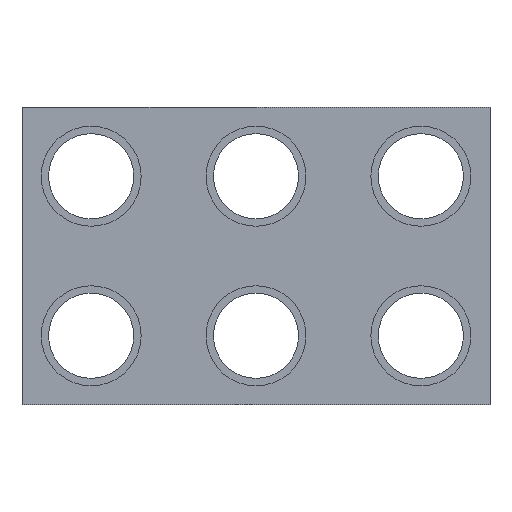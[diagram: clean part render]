
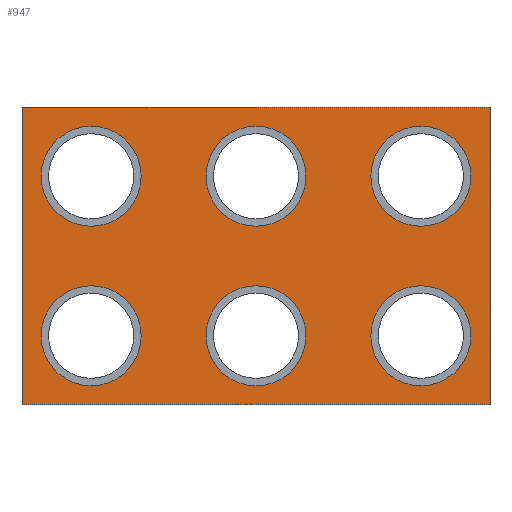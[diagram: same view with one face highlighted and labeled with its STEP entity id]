
A CAD part, front view. The second image highlights one B-rep face of the part: STEP entity #947.
In plain terms, the highlighted planar face has unit normal (0, -1, 0).
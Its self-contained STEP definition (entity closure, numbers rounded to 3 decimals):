
#7 = AXIS2_PLACEMENT_3D ( 'NONE', #249, #1347, #808 ) ;
#8 = VERTEX_POINT ( 'NONE', #862 ) ;
#9 = DIRECTION ( 'NONE',  ( 0., -1., 0. ) ) ;
#28 = VERTEX_POINT ( 'NONE', #526 ) ;
#46 = DIRECTION ( 'NONE',  ( 0., 1., 0. ) ) ;
#47 = CARTESIAN_POINT ( 'NONE',  ( -55., 0., 35. ) ) ;
#59 = FACE_OUTER_BOUND ( 'NONE', #969, .T. ) ;
#63 = DIRECTION ( 'NONE',  ( 0., 0., 1. ) ) ;
#64 = VECTOR ( 'NONE', #245, 1000. ) ;
#69 = ORIENTED_EDGE ( 'NONE', *, *, #108, .F. ) ;
#90 = VERTEX_POINT ( 'NONE', #764 ) ;
#105 = CARTESIAN_POINT ( 'NONE',  ( 55., 0., -35. ) ) ;
#108 = EDGE_CURVE ( 'NONE', #322, #90, #868, .T. ) ;
#112 = EDGE_LOOP ( 'NONE', ( #1006, #559 ) ) ;
#113 = ORIENTED_EDGE ( 'NONE', *, *, #798, .F. ) ;
#119 = CARTESIAN_POINT ( 'NONE',  ( 38.75, 0., 18.75 ) ) ;
#123 = CIRCLE ( 'NONE', #1316, 11.75 ) ;
#135 = DIRECTION ( 'NONE',  ( 0., 0., -1. ) ) ;
#138 = DIRECTION ( 'NONE',  ( 0., -1., 0. ) ) ;
#145 = CARTESIAN_POINT ( 'NONE',  ( 38.75, 0., -18.75 ) ) ;
#147 = VECTOR ( 'NONE', #1172, 1000. ) ;
#151 = VERTEX_POINT ( 'NONE', #419 ) ;
#155 = EDGE_LOOP ( 'NONE', ( #1323, #549 ) ) ;
#162 = CARTESIAN_POINT ( 'NONE',  ( 0., 0., 7. ) ) ;
#166 = VECTOR ( 'NONE', #1108, 1000. ) ;
#168 = FACE_BOUND ( 'NONE', #1423, .T. ) ;
#186 = EDGE_CURVE ( 'NONE', #507, #406, #415, .T. ) ;
#187 = AXIS2_PLACEMENT_3D ( 'NONE', #676, #1124, #135 ) ;
#219 = DIRECTION ( 'NONE',  ( 0., -1., 0. ) ) ;
#222 = LINE ( 'NONE', #1215, #166 ) ;
#236 = AXIS2_PLACEMENT_3D ( 'NONE', #384, #46, #63 ) ;
#245 = DIRECTION ( 'NONE',  ( 1., 0., 0. ) ) ;
#249 = CARTESIAN_POINT ( 'NONE',  ( 38.75, 0., -18.75 ) ) ;
#253 = ORIENTED_EDGE ( 'NONE', *, *, #1297, .F. ) ;
#257 = DIRECTION ( 'NONE',  ( 0., -1., 0. ) ) ;
#266 = CARTESIAN_POINT ( 'NONE',  ( 0., 0., -30.5 ) ) ;
#269 = VERTEX_POINT ( 'NONE', #904 ) ;
#274 = DIRECTION ( 'NONE',  ( 0., 0., -1. ) ) ;
#275 = CARTESIAN_POINT ( 'NONE',  ( 38.75, 0., 7. ) ) ;
#286 = AXIS2_PLACEMENT_3D ( 'NONE', #878, #219, #542 ) ;
#322 = VERTEX_POINT ( 'NONE', #376 ) ;
#329 = CIRCLE ( 'NONE', #187, 11.75 ) ;
#340 = ORIENTED_EDGE ( 'NONE', *, *, #1285, .F. ) ;
#346 = DIRECTION ( 'NONE',  ( 0., -1., 0. ) ) ;
#376 = CARTESIAN_POINT ( 'NONE',  ( -55., 0., -35. ) ) ;
#379 = DIRECTION ( 'NONE',  ( 0., 0., -1. ) ) ;
#384 = CARTESIAN_POINT ( 'NONE',  ( 0., 0., 0. ) ) ;
#391 = VECTOR ( 'NONE', #1207, 1000. ) ;
#394 = ORIENTED_EDGE ( 'NONE', *, *, #1265, .F. ) ;
#395 = CIRCLE ( 'NONE', #1163, 11.75 ) ;
#406 = VERTEX_POINT ( 'NONE', #656 ) ;
#415 = CIRCLE ( 'NONE', #1231, 11.75 ) ;
#419 = CARTESIAN_POINT ( 'NONE',  ( -38.75, 0., 7. ) ) ;
#443 = EDGE_CURVE ( 'NONE', #1296, #28, #834, .T. ) ;
#446 = ORIENTED_EDGE ( 'NONE', *, *, #970, .F. ) ;
#447 = VERTEX_POINT ( 'NONE', #105 ) ;
#460 = EDGE_CURVE ( 'NONE', #151, #870, #1029, .T. ) ;
#465 = CARTESIAN_POINT ( 'NONE',  ( 38.75, 0., -30.5 ) ) ;
#492 = CIRCLE ( 'NONE', #665, 11.75 ) ;
#507 = VERTEX_POINT ( 'NONE', #465 ) ;
#516 = EDGE_CURVE ( 'NONE', #8, #714, #966, .T. ) ;
#526 = CARTESIAN_POINT ( 'NONE',  ( 0., 0., 30.5 ) ) ;
#528 = EDGE_CURVE ( 'NONE', #28, #1296, #123, .T. ) ;
#539 = EDGE_LOOP ( 'NONE', ( #253, #1169 ) ) ;
#542 = DIRECTION ( 'NONE',  ( 0., 0., -1. ) ) ;
#549 = ORIENTED_EDGE ( 'NONE', *, *, #598, .F. ) ;
#555 = DIRECTION ( 'NONE',  ( 0., -1., 0. ) ) ;
#559 = ORIENTED_EDGE ( 'NONE', *, *, #528, .F. ) ;
#571 = DIRECTION ( 'NONE',  ( 0., 0., -1. ) ) ;
#574 = LINE ( 'NONE', #47, #64 ) ;
#597 = DIRECTION ( 'NONE',  ( 0., -1., 0. ) ) ;
#598 = EDGE_CURVE ( 'NONE', #406, #507, #883, .T. ) ;
#602 = PLANE ( 'NONE',  #236 ) ;
#628 = EDGE_CURVE ( 'NONE', #907, #269, #329, .T. ) ;
#656 = CARTESIAN_POINT ( 'NONE',  ( 38.75, 0., -7. ) ) ;
#665 = AXIS2_PLACEMENT_3D ( 'NONE', #831, #597, #274 ) ;
#673 = VERTEX_POINT ( 'NONE', #992 ) ;
#676 = CARTESIAN_POINT ( 'NONE',  ( 0., 0., -18.75 ) ) ;
#681 = DIRECTION ( 'NONE',  ( 0., 0., -1. ) ) ;
#703 = FACE_BOUND ( 'NONE', #539, .T. ) ;
#704 = CARTESIAN_POINT ( 'NONE',  ( -38.75, 0., -18.75 ) ) ;
#714 = VERTEX_POINT ( 'NONE', #1189 ) ;
#717 = CARTESIAN_POINT ( 'NONE',  ( 55., 0., 35. ) ) ;
#726 = AXIS2_PLACEMENT_3D ( 'NONE', #704, #1023, #681 ) ;
#732 = CIRCLE ( 'NONE', #786, 11.75 ) ;
#744 = ORIENTED_EDGE ( 'NONE', *, *, #460, .F. ) ;
#761 = AXIS2_PLACEMENT_3D ( 'NONE', #777, #9, #917 ) ;
#764 = CARTESIAN_POINT ( 'NONE',  ( -55., 0., 35. ) ) ;
#765 = ORIENTED_EDGE ( 'NONE', *, *, #1057, .F. ) ;
#777 = CARTESIAN_POINT ( 'NONE',  ( 0., 0., 18.75 ) ) ;
#786 = AXIS2_PLACEMENT_3D ( 'NONE', #1261, #817, #379 ) ;
#798 = EDGE_CURVE ( 'NONE', #447, #322, #222, .T. ) ;
#808 = DIRECTION ( 'NONE',  ( 0., 0., -1. ) ) ;
#809 = FACE_BOUND ( 'NONE', #1343, .T. ) ;
#817 = DIRECTION ( 'NONE',  ( 0., -1., 0. ) ) ;
#818 = DIRECTION ( 'NONE',  ( 0., 0., -1. ) ) ;
#831 = CARTESIAN_POINT ( 'NONE',  ( 0., 0., -18.75 ) ) ;
#834 = CIRCLE ( 'NONE', #761, 11.75 ) ;
#862 = CARTESIAN_POINT ( 'NONE',  ( -38.75, 0., -30.5 ) ) ;
#868 = LINE ( 'NONE', #1200, #391 ) ;
#870 = VERTEX_POINT ( 'NONE', #884 ) ;
#878 = CARTESIAN_POINT ( 'NONE',  ( -38.75, 0., 18.75 ) ) ;
#883 = CIRCLE ( 'NONE', #7, 11.75 ) ;
#884 = CARTESIAN_POINT ( 'NONE',  ( -38.75, 0., 30.5 ) ) ;
#894 = DIRECTION ( 'NONE',  ( 0., 0., -1. ) ) ;
#900 = EDGE_CURVE ( 'NONE', #673, #1324, #395, .T. ) ;
#904 = CARTESIAN_POINT ( 'NONE',  ( 0., 0., -7. ) ) ;
#907 = VERTEX_POINT ( 'NONE', #266 ) ;
#917 = DIRECTION ( 'NONE',  ( 0., 0., -1. ) ) ;
#926 = VERTEX_POINT ( 'NONE', #717 ) ;
#945 = CIRCLE ( 'NONE', #1012, 11.75 ) ;
#947 = ADVANCED_FACE ( 'NONE', ( #1038, #168, #703, #1279, #809, #1374, #59 ), #602, .F. ) ;
#965 = LINE ( 'NONE', #1063, #147 ) ;
#966 = CIRCLE ( 'NONE', #1000, 11.75 ) ;
#969 = EDGE_LOOP ( 'NONE', ( #69, #113, #765, #340 ) ) ;
#970 = EDGE_CURVE ( 'NONE', #870, #151, #732, .T. ) ;
#985 = EDGE_CURVE ( 'NONE', #269, #907, #492, .T. ) ;
#992 = CARTESIAN_POINT ( 'NONE',  ( 38.75, 0., 30.5 ) ) ;
#1000 = AXIS2_PLACEMENT_3D ( 'NONE', #1222, #346, #571 ) ;
#1006 = ORIENTED_EDGE ( 'NONE', *, *, #443, .F. ) ;
#1012 = AXIS2_PLACEMENT_3D ( 'NONE', #1368, #1136, #818 ) ;
#1020 = CARTESIAN_POINT ( 'NONE',  ( 0., 0., 18.75 ) ) ;
#1023 = DIRECTION ( 'NONE',  ( 0., -1., 0. ) ) ;
#1029 = CIRCLE ( 'NONE', #286, 11.75 ) ;
#1038 = FACE_BOUND ( 'NONE', #1386, .T. ) ;
#1048 = ORIENTED_EDGE ( 'NONE', *, *, #516, .F. ) ;
#1057 = EDGE_CURVE ( 'NONE', #926, #447, #965, .T. ) ;
#1063 = CARTESIAN_POINT ( 'NONE',  ( 55., 0., -35. ) ) ;
#1093 = ORIENTED_EDGE ( 'NONE', *, *, #985, .F. ) ;
#1108 = DIRECTION ( 'NONE',  ( -1., 0., 0. ) ) ;
#1124 = DIRECTION ( 'NONE',  ( 0., -1., 0. ) ) ;
#1133 = DIRECTION ( 'NONE',  ( 0., 0., -1. ) ) ;
#1136 = DIRECTION ( 'NONE',  ( 0., -1., 0. ) ) ;
#1152 = CIRCLE ( 'NONE', #726, 11.75 ) ;
#1163 = AXIS2_PLACEMENT_3D ( 'NONE', #119, #555, #894 ) ;
#1169 = ORIENTED_EDGE ( 'NONE', *, *, #900, .F. ) ;
#1172 = DIRECTION ( 'NONE',  ( 0., 0., -1. ) ) ;
#1189 = CARTESIAN_POINT ( 'NONE',  ( -38.75, 0., -7. ) ) ;
#1200 = CARTESIAN_POINT ( 'NONE',  ( -55., 0., -35. ) ) ;
#1207 = DIRECTION ( 'NONE',  ( 0., 0., 1. ) ) ;
#1215 = CARTESIAN_POINT ( 'NONE',  ( -55., 0., -35. ) ) ;
#1222 = CARTESIAN_POINT ( 'NONE',  ( -38.75, 0., -18.75 ) ) ;
#1231 = AXIS2_PLACEMENT_3D ( 'NONE', #145, #138, #1351 ) ;
#1261 = CARTESIAN_POINT ( 'NONE',  ( -38.75, 0., 18.75 ) ) ;
#1265 = EDGE_CURVE ( 'NONE', #714, #8, #1152, .T. ) ;
#1279 = FACE_BOUND ( 'NONE', #112, .T. ) ;
#1285 = EDGE_CURVE ( 'NONE', #90, #926, #574, .T. ) ;
#1296 = VERTEX_POINT ( 'NONE', #162 ) ;
#1297 = EDGE_CURVE ( 'NONE', #1324, #673, #945, .T. ) ;
#1302 = ORIENTED_EDGE ( 'NONE', *, *, #628, .F. ) ;
#1316 = AXIS2_PLACEMENT_3D ( 'NONE', #1020, #257, #1133 ) ;
#1323 = ORIENTED_EDGE ( 'NONE', *, *, #186, .F. ) ;
#1324 = VERTEX_POINT ( 'NONE', #275 ) ;
#1343 = EDGE_LOOP ( 'NONE', ( #744, #446 ) ) ;
#1347 = DIRECTION ( 'NONE',  ( 0., -1., 0. ) ) ;
#1351 = DIRECTION ( 'NONE',  ( 0., 0., -1. ) ) ;
#1368 = CARTESIAN_POINT ( 'NONE',  ( 38.75, 0., 18.75 ) ) ;
#1374 = FACE_BOUND ( 'NONE', #155, .T. ) ;
#1386 = EDGE_LOOP ( 'NONE', ( #1302, #1093 ) ) ;
#1423 = EDGE_LOOP ( 'NONE', ( #1048, #394 ) ) ;
